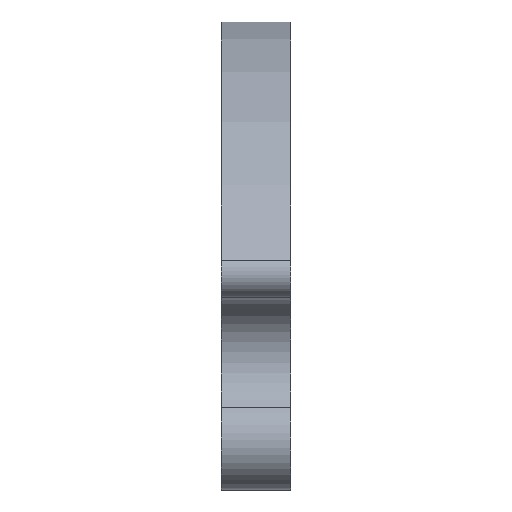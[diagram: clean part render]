
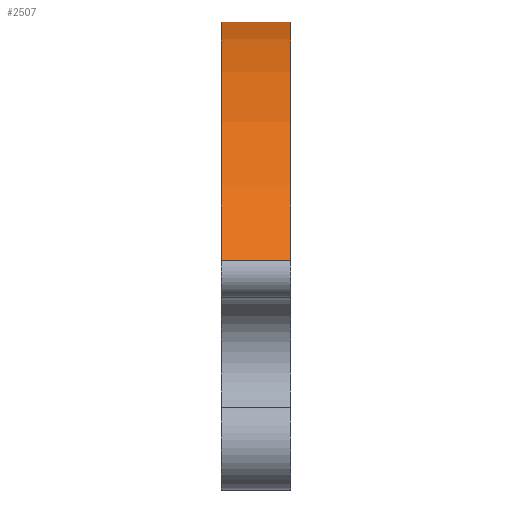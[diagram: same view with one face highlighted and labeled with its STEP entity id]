
A CAD part, left-side view. The second image highlights one B-rep face of the part: STEP entity #2507.
In plain terms, the highlighted cylindrical face has radius 39.9 mm (diameter 79.8 mm), a partial arc.
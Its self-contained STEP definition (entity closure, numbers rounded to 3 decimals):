
#19=CYLINDRICAL_SURFACE('',#2682,39.9);
#49=LINE('',#3688,#340);
#50=LINE('',#3692,#341);
#340=VECTOR('',#2951,10.);
#341=VECTOR('',#2956,10.);
#637=FACE_OUTER_BOUND('',#773,.T.);
#773=EDGE_LOOP('',(#1676,#1677,#1678,#1679));
#906=CIRCLE('',#2651,39.9);
#931=CIRCLE('',#2683,39.9);
#995=VERTEX_POINT('',#3615);
#997=VERTEX_POINT('',#3618);
#1026=VERTEX_POINT('',#3687);
#1027=VERTEX_POINT('',#3691);
#1250=EDGE_CURVE('',#997,#995,#906,.T.);
#1284=EDGE_CURVE('',#997,#1026,#49,.T.);
#1286=EDGE_CURVE('',#995,#1027,#50,.T.);
#1287=EDGE_CURVE('',#1027,#1026,#931,.T.);
#1676=ORIENTED_EDGE('',*,*,#1250,.T.);
#1677=ORIENTED_EDGE('',*,*,#1286,.T.);
#1678=ORIENTED_EDGE('',*,*,#1287,.T.);
#1679=ORIENTED_EDGE('',*,*,#1284,.F.);
#2507=ADVANCED_FACE('',(#637),#19,.T.);
#2651=AXIS2_PLACEMENT_3D('',#3619,#2881,#2882);
#2682=AXIS2_PLACEMENT_3D('',#3690,#2954,#2955);
#2683=AXIS2_PLACEMENT_3D('',#3693,#2957,#2958);
#2881=DIRECTION('center_axis',(0.,1.,0.));
#2882=DIRECTION('ref_axis',(-0.793,0.,0.61));
#2951=DIRECTION('',(0.,1.,0.));
#2954=DIRECTION('center_axis',(0.,1.,0.));
#2955=DIRECTION('ref_axis',(-0.793,0.,0.61));
#2956=DIRECTION('',(0.,1.,0.));
#2957=DIRECTION('center_axis',(0.,-1.,0.));
#2958=DIRECTION('ref_axis',(-0.793,0.,0.61));
#3615=CARTESIAN_POINT('',(31.627,4.5,-5.153));
#3618=CARTESIAN_POINT('',(-31.627,4.5,-5.153));
#3619=CARTESIAN_POINT('Origin',(0.,4.5,-29.479));
#3687=CARTESIAN_POINT('',(-31.627,9.,-5.153));
#3688=CARTESIAN_POINT('',(-31.627,0.,-5.153));
#3690=CARTESIAN_POINT('Origin',(0.,0.,-29.479));
#3691=CARTESIAN_POINT('',(31.627,9.,-5.153));
#3692=CARTESIAN_POINT('',(31.627,0.,-5.153));
#3693=CARTESIAN_POINT('Origin',(0.,9.,-29.479));
